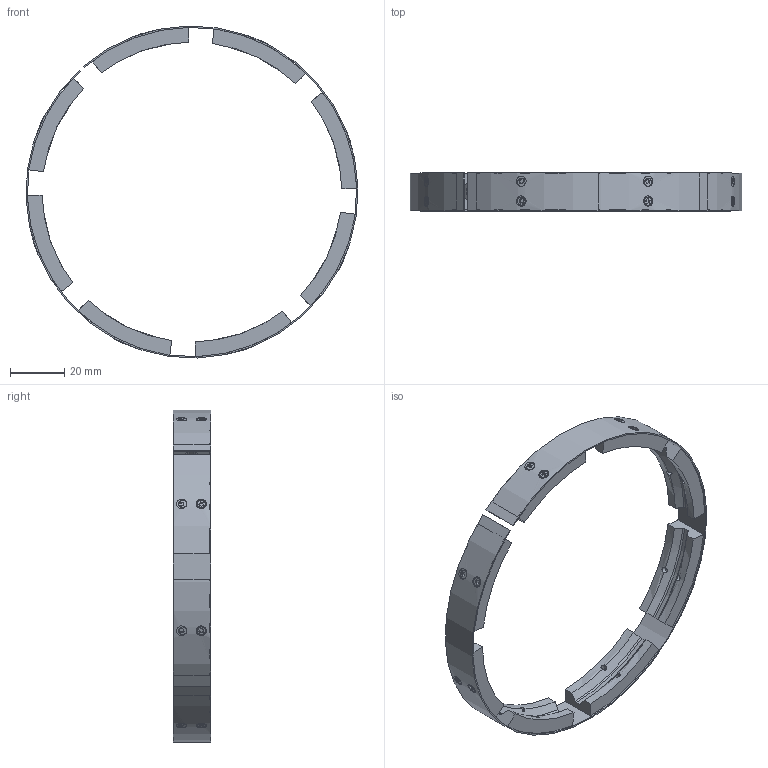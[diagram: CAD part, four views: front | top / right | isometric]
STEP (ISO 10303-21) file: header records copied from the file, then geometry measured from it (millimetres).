
FILE_DESCRIPTION(/* description */ ('VariCAD 2023-1.05 AP-214'),/* implementation_level */ '2;1');
FILE_NAME(/* name */ 'Clampband.stp',/* time_stamp */ '2024-10-17T22:05:49+03:00',/* author */ (''),/* organization */ (''),/* preprocessor_version */ 'VariCAD 2023-1.05',/* originating_system */ 'VariCAD 2023-1.05; kernel version (20180118)',/* authorisation */ '');
FILE_SCHEMA(('AUTOMOTIVE_DESIGN'));
Length unit declared in the file: millimetre
Products named in the file (26): Clampband; Fastener_SunkHead_M2_4; R1-1_clampband_spring_steel; R1-4_clampband_clamp
Assembly tree (25 placements, depth 2):
  Clampband
    Fastener_SunkHead_M2_4
    Fastener_SunkHead_M2_4
    Fastener_SunkHead_M2_4
    Fastener_SunkHead_M2_4
    Fastener_SunkHead_M2_4
    Fastener_SunkHead_M2_4
    Fastener_SunkHead_M2_4
    Fastener_SunkHead_M2_4
    Fastener_SunkHead_M2_4
    Fastener_SunkHead_M2_4
    Fastener_SunkHead_M2_4
    Fastener_SunkHead_M2_4
    Fastener_SunkHead_M2_4
    Fastener_SunkHead_M2_4
    Fastener_SunkHead_M2_4
    Fastener_SunkHead_M2_4
    R1-1_clampband_spring_steel
    R1-4_clampband_clamp
    R1-4_clampband_clamp
    R1-4_clampband_clamp
    R1-4_clampband_clamp
    R1-4_clampband_clamp
    R1-4_clampband_clamp
    R1-4_clampband_clamp
    R1-4_clampband_clamp
Bounding box: 122.93 x 14 x 122.96 mm (x, y, z)
Volume: 20239.6 mm3; surface area: 25082 mm2
Topology: 25 solids, 25 shells, 410 faces, 1048 edges, 688 vertices
Faces by surface type: plane 180, cylinder 134, cone 80, torus 16
Entity records: 15706 total; most frequent: CARTESIAN_POINT 4878, ORIENTED_EDGE 2096, DIRECTION 2096, EDGE_CURVE 1048, AXIS2_PLACEMENT_3D 754, VERTEX_POINT 688, LINE 588, VECTOR 588
